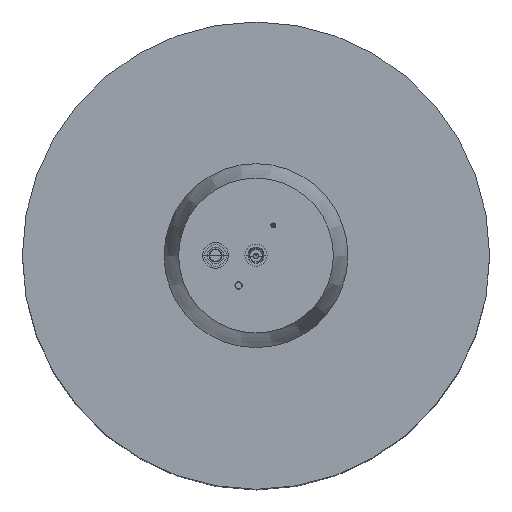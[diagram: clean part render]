
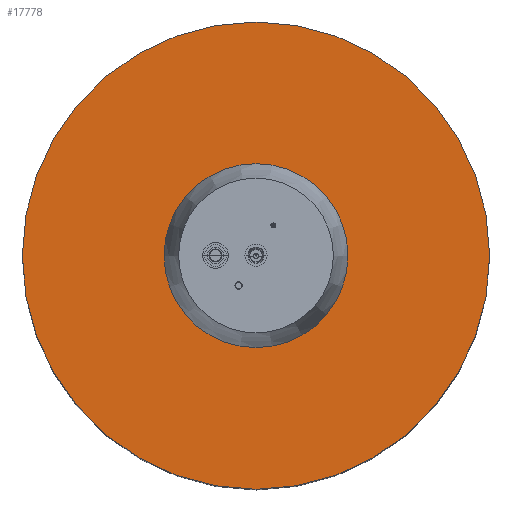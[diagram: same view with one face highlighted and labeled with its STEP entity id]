
A CAD part, top view. The second image highlights one B-rep face of the part: STEP entity #17778.
In plain terms, the highlighted planar face has unit normal (0, 0, 1).
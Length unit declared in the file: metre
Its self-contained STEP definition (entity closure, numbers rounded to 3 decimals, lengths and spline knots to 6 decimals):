
#1008=PLANE('',#21033);
#2609=CIRCLE('',#21032,0.360373);
#2610=CIRCLE('',#21034,0.915494);
#5180=ORIENTED_EDGE('',*,*,#8181,.F.);
#5181=ORIENTED_EDGE('',*,*,#8180,.T.);
#8180=EDGE_CURVE('',#10087,#10087,#2609,.T.);
#8181=EDGE_CURVE('',#10088,#10088,#2610,.T.);
#10087=VERTEX_POINT('',#39628);
#10088=VERTEX_POINT('',#39631);
#13904=EDGE_LOOP('',(#5180));
#13905=EDGE_LOOP('',(#5181));
#16156=FACE_BOUND('',#13904,.T.);
#16157=FACE_BOUND('',#13905,.T.);
#17778=ADVANCED_FACE('',(#16156,#16157),#1008,.F.);
#21032=AXIS2_PLACEMENT_3D('',#39627,#25381,#25382);
#21033=AXIS2_PLACEMENT_3D('',#39629,#25383,#25384);
#21034=AXIS2_PLACEMENT_3D('',#39630,#25385,#25386);
#25381=DIRECTION('',(0.,0.,-1.));
#25382=DIRECTION('',(-1.,0.,0.));
#25383=DIRECTION('',(0.,0.,-1.));
#25384=DIRECTION('',(-1.,0.,0.));
#25385=DIRECTION('',(0.,0.,-1.));
#25386=DIRECTION('',(-1.,0.,0.));
#39627=CARTESIAN_POINT('',(0.,0.,1.043513));
#39628=CARTESIAN_POINT('',(-0.360373,0.,1.043513));
#39629=CARTESIAN_POINT('',(-0.583959,0.,1.043513));
#39630=CARTESIAN_POINT('',(0.,0.,1.043513));
#39631=CARTESIAN_POINT('',(-0.915494,0.,1.043513));
